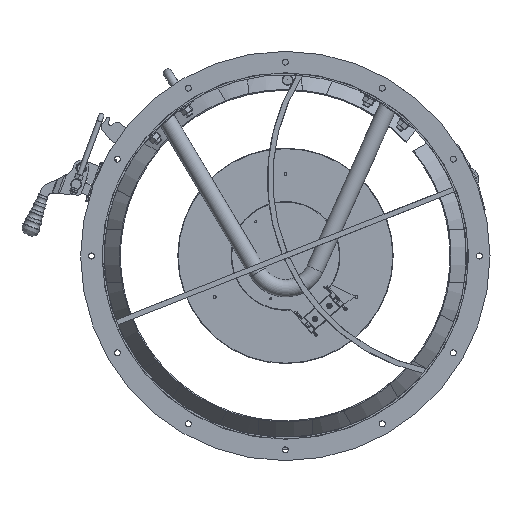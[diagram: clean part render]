
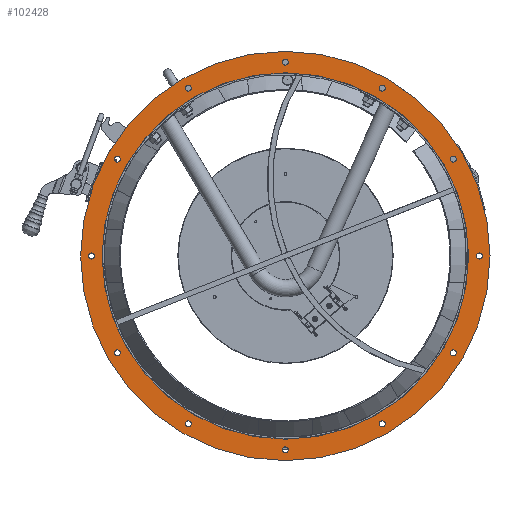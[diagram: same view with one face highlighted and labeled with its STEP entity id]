
A CAD part, front view. The second image highlights one B-rep face of the part: STEP entity #102428.
In plain terms, the highlighted planar face has unit normal (0, -1, 0).
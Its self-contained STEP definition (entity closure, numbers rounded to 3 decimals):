
#1862=FACE_BOUND('',#23104,.T.);
#1863=FACE_BOUND('',#23105,.T.);
#1864=FACE_BOUND('',#23106,.T.);
#1865=FACE_BOUND('',#23107,.T.);
#1866=FACE_BOUND('',#23108,.T.);
#1867=FACE_BOUND('',#23109,.T.);
#1868=FACE_BOUND('',#23110,.T.);
#1869=FACE_BOUND('',#23111,.T.);
#1870=FACE_BOUND('',#23112,.T.);
#1871=FACE_BOUND('',#23113,.T.);
#1872=FACE_BOUND('',#23114,.T.);
#1873=FACE_BOUND('',#23115,.T.);
#1874=FACE_BOUND('',#23116,.T.);
#10358=CIRCLE('',#107944,7.);
#10360=CIRCLE('',#107947,7.);
#10362=CIRCLE('',#107950,7.);
#10364=CIRCLE('',#107953,7.);
#10366=CIRCLE('',#107956,7.);
#10368=CIRCLE('',#107959,7.);
#10370=CIRCLE('',#107962,7.);
#10372=CIRCLE('',#107965,7.);
#10374=CIRCLE('',#107968,7.);
#10376=CIRCLE('',#107971,7.);
#10378=CIRCLE('',#107974,7.);
#10380=CIRCLE('',#107977,7.);
#10382=CIRCLE('',#107980,425.25);
#10384=CIRCLE('',#107983,475.);
#16567=FACE_OUTER_BOUND('',#23103,.T.);
#23103=EDGE_LOOP('',(#87618));
#23104=EDGE_LOOP('',(#87619));
#23105=EDGE_LOOP('',(#87620));
#23106=EDGE_LOOP('',(#87621));
#23107=EDGE_LOOP('',(#87622));
#23108=EDGE_LOOP('',(#87623));
#23109=EDGE_LOOP('',(#87624));
#23110=EDGE_LOOP('',(#87625));
#23111=EDGE_LOOP('',(#87626));
#23112=EDGE_LOOP('',(#87627));
#23113=EDGE_LOOP('',(#87628));
#23114=EDGE_LOOP('',(#87629));
#23115=EDGE_LOOP('',(#87630));
#23116=EDGE_LOOP('',(#87631));
#46576=VERTEX_POINT('',#205957);
#46578=VERTEX_POINT('',#205962);
#46580=VERTEX_POINT('',#205967);
#46582=VERTEX_POINT('',#205972);
#46584=VERTEX_POINT('',#205977);
#46586=VERTEX_POINT('',#205982);
#46588=VERTEX_POINT('',#205987);
#46590=VERTEX_POINT('',#205992);
#46592=VERTEX_POINT('',#205997);
#46594=VERTEX_POINT('',#206002);
#46596=VERTEX_POINT('',#206007);
#46598=VERTEX_POINT('',#206012);
#46600=VERTEX_POINT('',#206017);
#46602=VERTEX_POINT('',#206022);
#60325=EDGE_CURVE('',#46576,#46576,#10358,.T.);
#60327=EDGE_CURVE('',#46578,#46578,#10360,.T.);
#60329=EDGE_CURVE('',#46580,#46580,#10362,.T.);
#60331=EDGE_CURVE('',#46582,#46582,#10364,.T.);
#60333=EDGE_CURVE('',#46584,#46584,#10366,.T.);
#60335=EDGE_CURVE('',#46586,#46586,#10368,.T.);
#60337=EDGE_CURVE('',#46588,#46588,#10370,.T.);
#60339=EDGE_CURVE('',#46590,#46590,#10372,.T.);
#60341=EDGE_CURVE('',#46592,#46592,#10374,.T.);
#60343=EDGE_CURVE('',#46594,#46594,#10376,.T.);
#60345=EDGE_CURVE('',#46596,#46596,#10378,.T.);
#60347=EDGE_CURVE('',#46598,#46598,#10380,.T.);
#60349=EDGE_CURVE('',#46600,#46600,#10382,.T.);
#60351=EDGE_CURVE('',#46602,#46602,#10384,.T.);
#87618=ORIENTED_EDGE('',*,*,#60351,.F.);
#87619=ORIENTED_EDGE('',*,*,#60325,.T.);
#87620=ORIENTED_EDGE('',*,*,#60327,.T.);
#87621=ORIENTED_EDGE('',*,*,#60329,.T.);
#87622=ORIENTED_EDGE('',*,*,#60331,.T.);
#87623=ORIENTED_EDGE('',*,*,#60333,.T.);
#87624=ORIENTED_EDGE('',*,*,#60335,.T.);
#87625=ORIENTED_EDGE('',*,*,#60337,.T.);
#87626=ORIENTED_EDGE('',*,*,#60339,.T.);
#87627=ORIENTED_EDGE('',*,*,#60341,.T.);
#87628=ORIENTED_EDGE('',*,*,#60343,.T.);
#87629=ORIENTED_EDGE('',*,*,#60345,.T.);
#87630=ORIENTED_EDGE('',*,*,#60347,.T.);
#87631=ORIENTED_EDGE('',*,*,#60349,.T.);
#91430=PLANE('',#107982);
#102428=ADVANCED_FACE('',(#16567,#1862,#1863,#1864,#1865,#1866,#1867,#1868,
#1869,#1870,#1871,#1872,#1873,#1874),#91430,.T.);
#107944=AXIS2_PLACEMENT_3D('',#205958,#125218,#125219);
#107947=AXIS2_PLACEMENT_3D('',#205963,#125224,#125225);
#107950=AXIS2_PLACEMENT_3D('',#205968,#125230,#125231);
#107953=AXIS2_PLACEMENT_3D('',#205973,#125236,#125237);
#107956=AXIS2_PLACEMENT_3D('',#205978,#125242,#125243);
#107959=AXIS2_PLACEMENT_3D('',#205983,#125248,#125249);
#107962=AXIS2_PLACEMENT_3D('',#205988,#125254,#125255);
#107965=AXIS2_PLACEMENT_3D('',#205993,#125260,#125261);
#107968=AXIS2_PLACEMENT_3D('',#205998,#125266,#125267);
#107971=AXIS2_PLACEMENT_3D('',#206003,#125272,#125273);
#107974=AXIS2_PLACEMENT_3D('',#206008,#125278,#125279);
#107977=AXIS2_PLACEMENT_3D('',#206013,#125284,#125285);
#107980=AXIS2_PLACEMENT_3D('',#206018,#125290,#125291);
#107982=AXIS2_PLACEMENT_3D('',#206021,#125294,#125295);
#107983=AXIS2_PLACEMENT_3D('',#206023,#125296,#125297);
#125218=DIRECTION('center_axis',(0.,1.,0.));
#125219=DIRECTION('ref_axis',(-1.,0.,0.));
#125224=DIRECTION('center_axis',(0.,1.,0.));
#125225=DIRECTION('ref_axis',(-1.,0.,0.));
#125230=DIRECTION('center_axis',(0.,1.,0.));
#125231=DIRECTION('ref_axis',(-1.,0.,0.));
#125236=DIRECTION('center_axis',(0.,1.,0.));
#125237=DIRECTION('ref_axis',(-1.,0.,0.));
#125242=DIRECTION('center_axis',(0.,1.,0.));
#125243=DIRECTION('ref_axis',(-1.,0.,0.));
#125248=DIRECTION('center_axis',(0.,1.,0.));
#125249=DIRECTION('ref_axis',(-1.,0.,0.));
#125254=DIRECTION('center_axis',(0.,1.,0.));
#125255=DIRECTION('ref_axis',(-1.,0.,0.));
#125260=DIRECTION('center_axis',(0.,1.,0.));
#125261=DIRECTION('ref_axis',(-1.,0.,0.));
#125266=DIRECTION('center_axis',(0.,1.,0.));
#125267=DIRECTION('ref_axis',(-1.,0.,0.));
#125272=DIRECTION('center_axis',(0.,1.,0.));
#125273=DIRECTION('ref_axis',(-1.,0.,0.));
#125278=DIRECTION('center_axis',(0.,1.,0.));
#125279=DIRECTION('ref_axis',(-1.,0.,0.));
#125284=DIRECTION('center_axis',(0.,1.,0.));
#125285=DIRECTION('ref_axis',(-1.,0.,0.));
#125290=DIRECTION('center_axis',(0.,1.,0.));
#125291=DIRECTION('ref_axis',(-1.,0.,0.));
#125294=DIRECTION('center_axis',(0.,-1.,0.));
#125295=DIRECTION('ref_axis',(0.,0.,-1.));
#125296=DIRECTION('center_axis',(0.,1.,0.));
#125297=DIRECTION('ref_axis',(-1.,0.,0.));
#205957=CARTESIAN_POINT('',(232.,-450.,-389.711));
#205958=CARTESIAN_POINT('Origin',(225.,-450.,-389.711));
#205962=CARTESIAN_POINT('',(396.711,-450.,-225.));
#205963=CARTESIAN_POINT('Origin',(389.711,-450.,-225.));
#205967=CARTESIAN_POINT('',(457.,-450.,0.));
#205968=CARTESIAN_POINT('Origin',(450.,-450.,0.));
#205972=CARTESIAN_POINT('',(396.711,-450.,225.));
#205973=CARTESIAN_POINT('Origin',(389.711,-450.,225.));
#205977=CARTESIAN_POINT('',(232.,-450.,389.711));
#205978=CARTESIAN_POINT('Origin',(225.,-450.,389.711));
#205982=CARTESIAN_POINT('',(7.,-450.,450.));
#205983=CARTESIAN_POINT('Origin',(0.,-450.,
450.));
#205987=CARTESIAN_POINT('',(-218.,-450.,389.711));
#205988=CARTESIAN_POINT('Origin',(-225.,-450.,389.711));
#205992=CARTESIAN_POINT('',(-382.711,-450.,225.));
#205993=CARTESIAN_POINT('Origin',(-389.711,-450.,225.));
#205997=CARTESIAN_POINT('',(-443.,-450.,0.));
#205998=CARTESIAN_POINT('Origin',(-450.,-450.,0.));
#206002=CARTESIAN_POINT('',(-382.711,-450.,-225.));
#206003=CARTESIAN_POINT('Origin',(-389.711,-450.,-225.));
#206007=CARTESIAN_POINT('',(-218.,-450.,-389.711));
#206008=CARTESIAN_POINT('Origin',(-225.,-450.,-389.711));
#206012=CARTESIAN_POINT('',(7.,-450.,-450.));
#206013=CARTESIAN_POINT('Origin',(0.,-450.,
-450.));
#206017=CARTESIAN_POINT('',(-425.25,-450.,0.));
#206018=CARTESIAN_POINT('Origin',(0.,-450.,
0.));
#206021=CARTESIAN_POINT('Origin',(-450.125,-450.,0.));
#206022=CARTESIAN_POINT('',(-475.,-450.,0.));
#206023=CARTESIAN_POINT('Origin',(0.,-450.,
0.));
